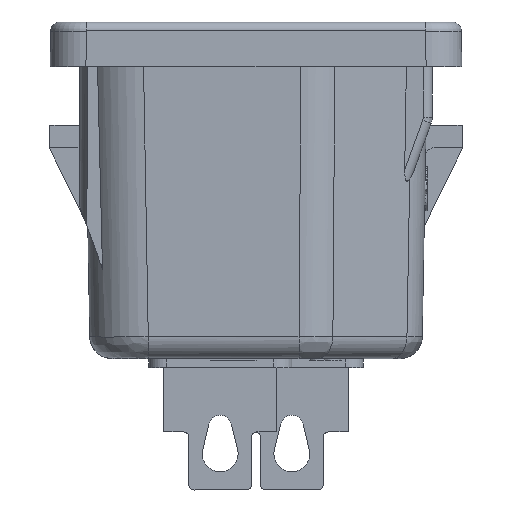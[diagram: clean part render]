
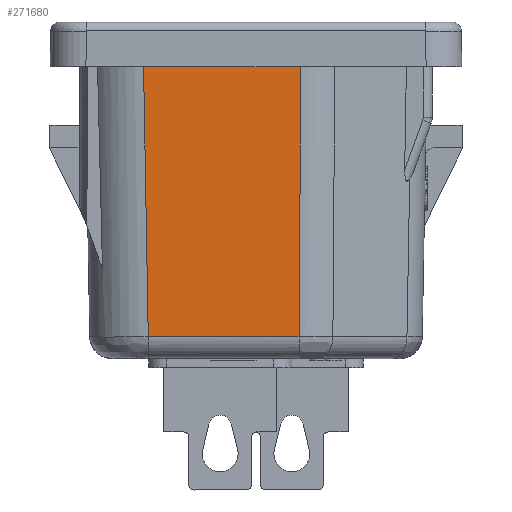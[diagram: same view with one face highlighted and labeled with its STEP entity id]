
A CAD part, left-side view. The second image highlights one B-rep face of the part: STEP entity #271680.
In plain terms, the highlighted face is planar.
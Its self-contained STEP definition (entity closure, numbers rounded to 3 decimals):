
#236250=CARTESIAN_POINT('',(-0.156,26.978,-6.281
));
#236260=VERTEX_POINT('',#236250);
#236290=CARTESIAN_POINT('',(0.316,-0.057,
-5.809));
#236300=DIRECTION('',(0.017,-1.,
0.017));
#236310=VECTOR('',#236300,1.);
#236320=LINE('',#236290,#236310);
#236330=CARTESIAN_POINT('',(0.107,11.907,
-6.018));
#236340=VERTEX_POINT('',#236330);
#236350=EDGE_CURVE('',#236260,#236340,#236320,.T.);
#271300=CARTESIAN_POINT('',(0.111,11.709,0.));
#271310=DIRECTION('',(-1.,-0.017,-0.));
#271320=DIRECTION('',(-0.017,1.,0.));
#271330=AXIS2_PLACEMENT_3D('',#271300,#271310,#271320);
#271340=PLANE('',#271330);
#271350=CARTESIAN_POINT('',(-0.156,26.978,0.));
#271360=DIRECTION('',(0.,0.,1.));
#271370=VECTOR('',#271360,1.);
#271380=LINE('',#271350,#271370);
#271390=CARTESIAN_POINT('',(-0.156,26.978,0.6));
#271400=VERTEX_POINT('',#271390);
#271410=EDGE_CURVE('',#236260,#271400,#271380,.T.);
#271420=ORIENTED_EDGE('',*,*,#271410,.F.);
#271430=CARTESIAN_POINT('',(-0.156,26.978,0.));
#271440=DIRECTION('',(0.,0.,1.));
#271450=VECTOR('',#271440,1.);
#271460=LINE('',#271430,#271450);
#271470=CARTESIAN_POINT('',(-0.156,26.978,2.507
));
#271480=VERTEX_POINT('',#271470);
#271490=EDGE_CURVE('',#271400,#271480,#271460,.T.);
#271500=ORIENTED_EDGE('',*,*,#271490,.F.);
#271510=CARTESIAN_POINT('',(0.316,-0.048,
2.319));
#271520=DIRECTION('',(-0.017,1.,
0.007));
#271530=VECTOR('',#271520,1.);
#271540=LINE('',#271510,#271530);
#271550=CARTESIAN_POINT('',(0.107,11.907,
2.402));
#271560=VERTEX_POINT('',#271550);
#271570=EDGE_CURVE('',#271560,#271480,#271540,.T.);
#271580=ORIENTED_EDGE('',*,*,#271570,.T.);
#271590=CARTESIAN_POINT('',(0.107,11.907,0.));
#271600=DIRECTION('',(0.,0.,1.));
#271610=VECTOR('',#271600,1.);
#271620=LINE('',#271590,#271610);
#271630=EDGE_CURVE('',#236340,#271560,#271620,.T.);
#271640=ORIENTED_EDGE('',*,*,#271630,.T.);
#271650=ORIENTED_EDGE('',*,*,#236350,.T.);
#271660=EDGE_LOOP('',(#271650,#271640,#271580,#271500,#271420));
#271670=FACE_OUTER_BOUND('',#271660,.T.);
#271680=ADVANCED_FACE('',(#271670),#271340,.T.);
